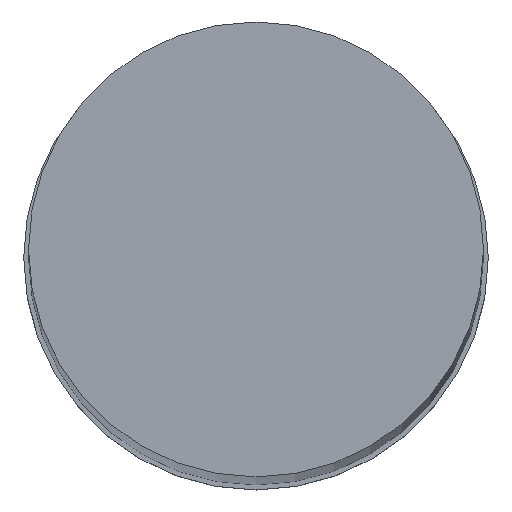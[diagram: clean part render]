
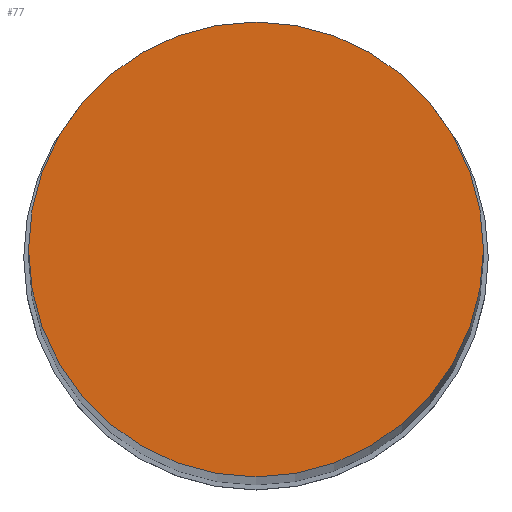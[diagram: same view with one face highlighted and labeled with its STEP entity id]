
A CAD part, top view. The second image highlights one B-rep face of the part: STEP entity #77.
In plain terms, the highlighted planar face has unit normal (0, 0, 1).
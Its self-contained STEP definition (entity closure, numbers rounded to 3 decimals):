
#77=ADVANCED_FACE('',(#90),#91,.T.);
#90=FACE_OUTER_BOUND('',#115,.T.);
#91=PLANE('',#116);
#115=EDGE_LOOP('',(#144));
#116=AXIS2_PLACEMENT_3D('',#145,#146,#147);
#144=ORIENTED_EDGE('',*,*,#180,.F.);
#145=CARTESIAN_POINT('',(0.,3.5,160.0));
#146=DIRECTION('',(0.,0.,1.0));
#147=DIRECTION('',(0.,-1.0,0.));
#180=EDGE_CURVE('',#190,#190,#191,.T.);
#190=VERTEX_POINT('',#206);
#191=CIRCLE('',#207,7.0);
#206=CARTESIAN_POINT('',(0.,7.,160.0));
#207=AXIS2_PLACEMENT_3D('',#224,#225,#226);
#224=CARTESIAN_POINT('',(0.,0.,160.0));
#225=DIRECTION('',(0.,0.,-1.0));
#226=DIRECTION('',(0.,1.0,0.));
